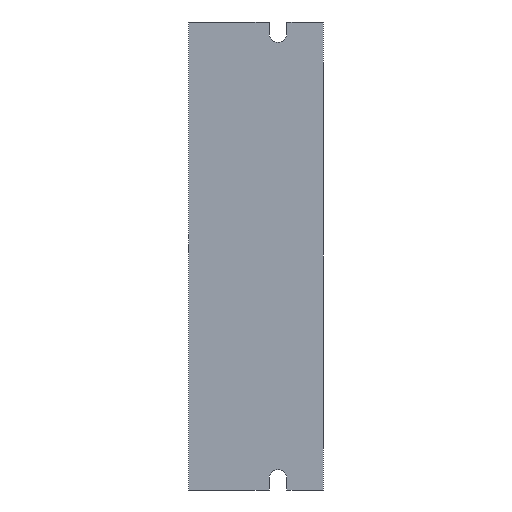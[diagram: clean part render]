
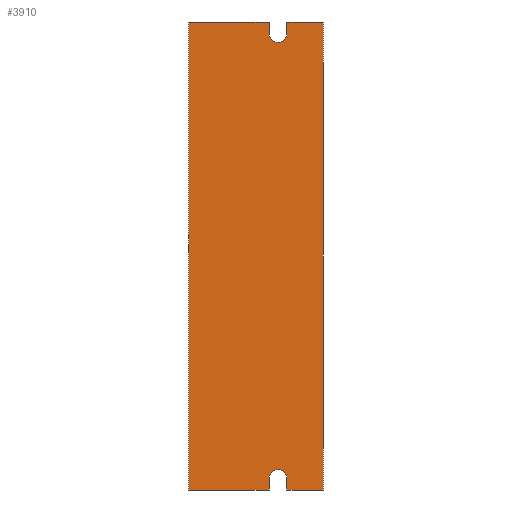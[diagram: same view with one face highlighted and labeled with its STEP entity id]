
A CAD part, front view. The second image highlights one B-rep face of the part: STEP entity #3910.
In plain terms, the highlighted planar face has unit normal (0, -1, 0).
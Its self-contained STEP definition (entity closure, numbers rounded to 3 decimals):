
#109 = VECTOR ( 'NONE', #1867, 1000. ) ;
#201 = DIRECTION ( 'NONE',  ( 0., 1., 0. ) ) ;
#381 = VECTOR ( 'NONE', #2105, 1000. ) ;
#412 = LINE ( 'NONE', #3862, #4255 ) ;
#548 = CARTESIAN_POINT ( 'NONE',  ( 5.55, 0., -56.15 ) ) ;
#671 = ORIENTED_EDGE ( 'NONE', *, *, #7803, .T. ) ;
#719 = ORIENTED_EDGE ( 'NONE', *, *, #2275, .T. ) ;
#937 = CARTESIAN_POINT ( 'NONE',  ( -17., 0., 59. ) ) ;
#1126 = EDGE_CURVE ( 'NONE', #8546, #2860, #3975, .T. ) ;
#1215 = LINE ( 'NONE', #937, #4834 ) ;
#1269 = DIRECTION ( 'NONE',  ( 0., 0., 1. ) ) ;
#1559 = LINE ( 'NONE', #5279, #5173 ) ;
#1643 = CARTESIAN_POINT ( 'NONE',  ( 7.8, 0., 59. ) ) ;
#1681 = CARTESIAN_POINT ( 'NONE',  ( 17., 0., -59. ) ) ;
#1830 = VERTEX_POINT ( 'NONE', #6761 ) ;
#1867 = DIRECTION ( 'NONE',  ( 0., 0., 1. ) ) ;
#1986 = CIRCLE ( 'NONE', #2723, 2.25 ) ;
#2031 = ORIENTED_EDGE ( 'NONE', *, *, #4506, .T. ) ;
#2048 = VERTEX_POINT ( 'NONE', #1681 ) ;
#2105 = DIRECTION ( 'NONE',  ( 0., 0., 1. ) ) ;
#2275 = EDGE_CURVE ( 'NONE', #9318, #7240, #8355, .T. ) ;
#2343 = CARTESIAN_POINT ( 'NONE',  ( 5.55, 0., 56.15 ) ) ;
#2373 = DIRECTION ( 'NONE',  ( 0., 0., 1. ) ) ;
#2480 = CIRCLE ( 'NONE', #4605, 2.25 ) ;
#2599 = VERTEX_POINT ( 'NONE', #7770 ) ;
#2627 = ORIENTED_EDGE ( 'NONE', *, *, #8333, .T. ) ;
#2682 = LINE ( 'NONE', #2906, #6299 ) ;
#2698 = VECTOR ( 'NONE', #3908, 1000. ) ;
#2723 = AXIS2_PLACEMENT_3D ( 'NONE', #548, #5606, #1269 ) ;
#2845 = CARTESIAN_POINT ( 'NONE',  ( 7.8, 0., -63.233 ) ) ;
#2860 = VERTEX_POINT ( 'NONE', #5109 ) ;
#2906 = CARTESIAN_POINT ( 'NONE',  ( 7.8, 0., 0. ) ) ;
#2929 = EDGE_CURVE ( 'NONE', #4311, #4792, #2480, .T. ) ;
#2985 = EDGE_CURVE ( 'NONE', #2048, #1830, #1559, .T. ) ;
#3068 = DIRECTION ( 'NONE',  ( 0., 0., -1. ) ) ;
#3076 = CARTESIAN_POINT ( 'NONE',  ( 7.8, 0., 56.15 ) ) ;
#3093 = CARTESIAN_POINT ( 'NONE',  ( 3.3, 0., 63.233 ) ) ;
#3167 = VERTEX_POINT ( 'NONE', #8880 ) ;
#3177 = EDGE_CURVE ( 'NONE', #7565, #6227, #1215, .T. ) ;
#3211 = EDGE_CURVE ( 'NONE', #2860, #7162, #6316, .T. ) ;
#3426 = VECTOR ( 'NONE', #8083, 1000. ) ;
#3501 = CARTESIAN_POINT ( 'NONE',  ( 5.55, 0., -56.15 ) ) ;
#3561 = DIRECTION ( 'NONE',  ( 0., 0., -1. ) ) ;
#3575 = CARTESIAN_POINT ( 'NONE',  ( 17., 0., 59. ) ) ;
#3811 = PLANE ( 'NONE',  #7784 ) ;
#3862 = CARTESIAN_POINT ( 'NONE',  ( -17., 0., -59. ) ) ;
#3889 = LINE ( 'NONE', #2845, #7519 ) ;
#3908 = DIRECTION ( 'NONE',  ( 1., 0., 0. ) ) ;
#3910 = ADVANCED_FACE ( 'NONE', ( #7826 ), #3811, .F. ) ;
#3975 = LINE ( 'NONE', #6199, #109 ) ;
#4029 = CARTESIAN_POINT ( 'NONE',  ( 3.3, 0., 59. ) ) ;
#4082 = CARTESIAN_POINT ( 'NONE',  ( 3.3, 0., 56.15 ) ) ;
#4097 = ORIENTED_EDGE ( 'NONE', *, *, #6694, .T. ) ;
#4239 = DIRECTION ( 'NONE',  ( 0., 0., 1. ) ) ;
#4255 = VECTOR ( 'NONE', #7510, 1000. ) ;
#4256 = CARTESIAN_POINT ( 'NONE',  ( 3.3, 0., 0. ) ) ;
#4311 = VERTEX_POINT ( 'NONE', #3076 ) ;
#4506 = EDGE_CURVE ( 'NONE', #4792, #7162, #8695, .T. ) ;
#4558 = ORIENTED_EDGE ( 'NONE', *, *, #3211, .F. ) ;
#4605 = AXIS2_PLACEMENT_3D ( 'NONE', #2343, #7414, #3068 ) ;
#4756 = ORIENTED_EDGE ( 'NONE', *, *, #5777, .F. ) ;
#4792 = VERTEX_POINT ( 'NONE', #4082 ) ;
#4834 = VECTOR ( 'NONE', #8153, 1000. ) ;
#5109 = CARTESIAN_POINT ( 'NONE',  ( -17., 0., 59. ) ) ;
#5173 = VECTOR ( 'NONE', #6015, 1000. ) ;
#5225 = EDGE_LOOP ( 'NONE', ( #8097, #2031, #4558, #5360, #8589, #6716, #4097, #719, #671, #6543, #4756, #5682, #2627 ) ) ;
#5260 = DIRECTION ( 'NONE',  ( 0., 0., 1. ) ) ;
#5279 = CARTESIAN_POINT ( 'NONE',  ( -17., 0., -59. ) ) ;
#5360 = ORIENTED_EDGE ( 'NONE', *, *, #1126, .F. ) ;
#5598 = EDGE_CURVE ( 'NONE', #2599, #3167, #7405, .T. ) ;
#5606 = DIRECTION ( 'NONE',  ( 0., 1., 0. ) ) ;
#5682 = ORIENTED_EDGE ( 'NONE', *, *, #3177, .F. ) ;
#5777 = EDGE_CURVE ( 'NONE', #6227, #2048, #9207, .T. ) ;
#6015 = DIRECTION ( 'NONE',  ( -1., 0., 0. ) ) ;
#6078 = AXIS2_PLACEMENT_3D ( 'NONE', #3501, #8565, #4239 ) ;
#6199 = CARTESIAN_POINT ( 'NONE',  ( -17., 0., -59. ) ) ;
#6227 = VERTEX_POINT ( 'NONE', #3575 ) ;
#6299 = VECTOR ( 'NONE', #8657, 1000. ) ;
#6316 = LINE ( 'NONE', #8252, #2698 ) ;
#6543 = ORIENTED_EDGE ( 'NONE', *, *, #2985, .F. ) ;
#6609 = CARTESIAN_POINT ( 'NONE',  ( 17., 0., -59. ) ) ;
#6694 = EDGE_CURVE ( 'NONE', #3167, #9318, #1986, .T. ) ;
#6716 = ORIENTED_EDGE ( 'NONE', *, *, #5598, .T. ) ;
#6761 = CARTESIAN_POINT ( 'NONE',  ( 7.8, 0., -59. ) ) ;
#6788 = VECTOR ( 'NONE', #2373, 1000. ) ;
#6839 = CARTESIAN_POINT ( 'NONE',  ( -17., 0., -59. ) ) ;
#7162 = VERTEX_POINT ( 'NONE', #4029 ) ;
#7240 = VERTEX_POINT ( 'NONE', #7737 ) ;
#7405 = LINE ( 'NONE', #4256, #381 ) ;
#7414 = DIRECTION ( 'NONE',  ( 0., 1., 0. ) ) ;
#7510 = DIRECTION ( 'NONE',  ( -1., 0., 0. ) ) ;
#7519 = VECTOR ( 'NONE', #3561, 1000. ) ;
#7565 = VERTEX_POINT ( 'NONE', #1643 ) ;
#7737 = CARTESIAN_POINT ( 'NONE',  ( 7.8, 0., -56.15 ) ) ;
#7770 = CARTESIAN_POINT ( 'NONE',  ( 3.3, 0., -59. ) ) ;
#7784 = AXIS2_PLACEMENT_3D ( 'NONE', #8883, #201, #5260 ) ;
#7803 = EDGE_CURVE ( 'NONE', #7240, #1830, #3889, .T. ) ;
#7826 = FACE_OUTER_BOUND ( 'NONE', #5225, .T. ) ;
#8083 = DIRECTION ( 'NONE',  ( 0., 0., -1. ) ) ;
#8097 = ORIENTED_EDGE ( 'NONE', *, *, #2929, .T. ) ;
#8153 = DIRECTION ( 'NONE',  ( 1., 0., 0. ) ) ;
#8252 = CARTESIAN_POINT ( 'NONE',  ( -17., 0., 59. ) ) ;
#8333 = EDGE_CURVE ( 'NONE', #7565, #4311, #2682, .T. ) ;
#8355 = CIRCLE ( 'NONE', #6078, 2.25 ) ;
#8507 = EDGE_CURVE ( 'NONE', #2599, #8546, #412, .T. ) ;
#8546 = VERTEX_POINT ( 'NONE', #6839 ) ;
#8565 = DIRECTION ( 'NONE',  ( 0., 1., 0. ) ) ;
#8589 = ORIENTED_EDGE ( 'NONE', *, *, #8507, .F. ) ;
#8657 = DIRECTION ( 'NONE',  ( 0., 0., -1. ) ) ;
#8695 = LINE ( 'NONE', #3093, #6788 ) ;
#8880 = CARTESIAN_POINT ( 'NONE',  ( 3.3, 0., -56.15 ) ) ;
#8883 = CARTESIAN_POINT ( 'NONE',  ( 0., 0., 0. ) ) ;
#8902 = CARTESIAN_POINT ( 'NONE',  ( 5.55, 0., -53.9 ) ) ;
#9207 = LINE ( 'NONE', #6609, #3426 ) ;
#9318 = VERTEX_POINT ( 'NONE', #8902 ) ;
